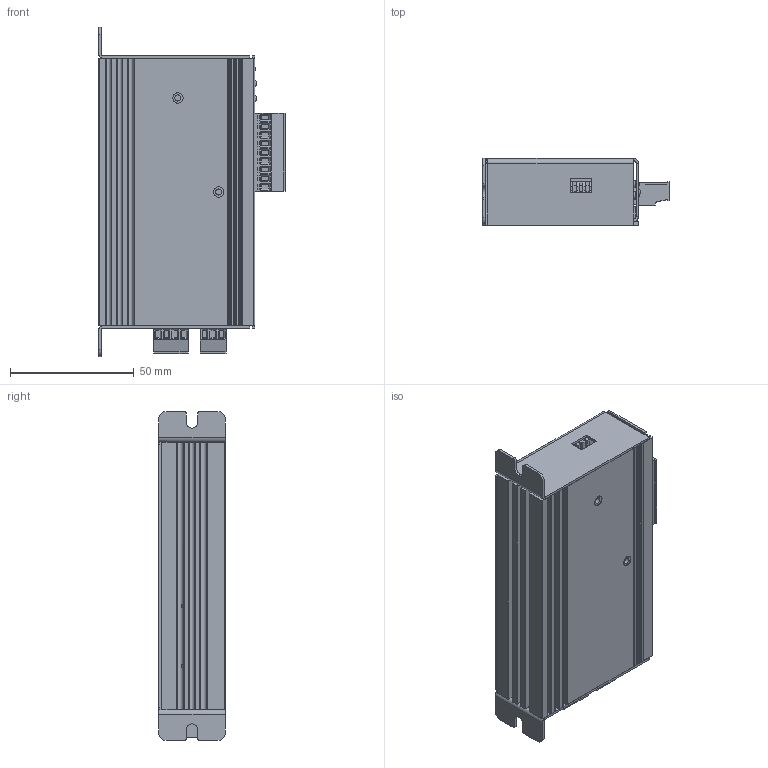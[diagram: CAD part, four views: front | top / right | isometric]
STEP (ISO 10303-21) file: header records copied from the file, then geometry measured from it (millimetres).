
FILE_DESCRIPTION( ( '' ), '1' );
FILE_NAME( 'DS23HMD_V01.stp', '2021-02-17T07:18:54', ( 'Dimamotor' ), ( 'Dimamotor' ), 'PSStep 17.0.49', ' ', ' ' );
FILE_SCHEMA( ( 'AUTOMOTIVE_DESIGN { 1 0 10303 214 1 1 1 1 }' ) );
Length unit declared in the file: millimetre
Products named in the file (19): DS23HMD-PCB_V2; 2P-LED; 可變電阻; 數字開關; 1P-LED; 指撥開關-3P; ME030-35004; ME030-35003; ME030-35009; DS23HMD; DS23DD底座_A版; M3鉚釘-4.5高; M3x5埋頭1; MEAA-U19-41_A版; Assem1; EC350RL-09P; EC350RL-03P; EC350RL-04P
Assembly tree (23 placements, depth 4):
  Assem1
    EC350RL-09P
    EC350RL-03P
    EC350RL-04P
    DS23HMD
      DS23DD底座_A版
      M3鉚釘-4.5高  x2
      M3x5埋頭1  x2
      MEAA-U19-41_A版
      DS23HMD-PCB_V2
        2P-LED
        可變電阻
        數字開關  x2
        1P-LED  x2
        指撥開關-3P  x2
        DS23HMD-PCB_V2
        ME030-35004
        ME030-35003
        ME030-35009
Bounding box: 75.4 x 27 x 133 mm (x, y, z)
Volume: 74815.8 mm3; surface area: 79029.6 mm2
Topology: 21 solids, 21 shells, 1878 faces, 4703 edges, 3098 vertices
Faces by surface type: plane 1603, cylinder 245, cone 26, sphere 4
Full cylindrical faces by diameter (mm): 0.575 x1, 0.6 x3, 0.642 x2, 0.8 x44, 1 x12, 1.251 x16, 2 x27, 2.459 x6, 3 x6, 3.3 x3, 3.39 x1, 3.4 x1, 4 x6, 4.2 x4, 5 x3, 6 x2, 8 x2
Entity records: 61570 total; most frequent: CARTESIAN_POINT 8427, ORIENTED_EDGE 7912, DIRECTION 7858, EDGE_CURVE 3956, LINE 3408, VECTOR 3408, VERTEX_POINT 2686, AXIS2_PLACEMENT_3D 2225
